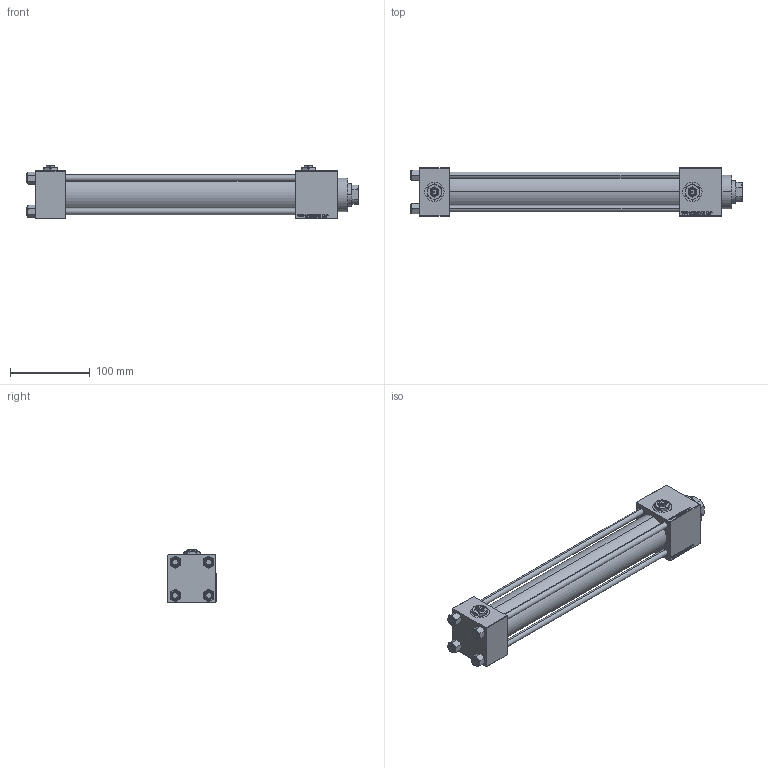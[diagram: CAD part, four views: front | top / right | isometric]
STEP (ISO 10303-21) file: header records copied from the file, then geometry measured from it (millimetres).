
FILE_DESCRIPTION (( 'STEP AP203' ), '1' );
FILE_NAME ('6879.STEP', '2025-09-17T11:25:33', ( '' ), ( '' ), 'SwSTEP 2.0', 'SolidWorks 2019', '' );
FILE_SCHEMA (( 'CONFIG_CONTROL_DESIGN' ));
Length unit declared in the file: millimetre
Products named in the file (7): Zatka_pro_OIL_PORT c74cf74042c0ff0943747ffbf7ed137c; 6879; NUT_M5_C c74cf74042c0ff0943747ffbf7ed137c; V215CR_C_Body c74cf74042c0ff0943747ffbf7ed137c; V215CR_VCP_C c74cf74042c0ff0943747ffbf7ed137c; V215CR_C_TYCINKA c74cf74042c0ff0943747ffbf7ed137c; V215_VC_A c74cf74042c0ff0943747ffbf7ed137c
Assembly tree (13 placements, depth 2):
  6879
    V215CR_C_Body c74cf74042c0ff0943747ffbf7ed137c
    V215CR_VCP_C c74cf74042c0ff0943747ffbf7ed137c
    NUT_M5_C c74cf74042c0ff0943747ffbf7ed137c  x4
    V215CR_C_TYCINKA c74cf74042c0ff0943747ffbf7ed137c  x4
    V215_VC_A c74cf74042c0ff0943747ffbf7ed137c
    Zatka_pro_OIL_PORT c74cf74042c0ff0943747ffbf7ed137c  x2
Bounding box: 415 x 60 x 67 mm (x, y, z)
Volume: 702015.5 mm3; surface area: 219845.2 mm2
Topology: 13 solids, 13 shells, 1250 faces, 3110 edges, 2007 vertices
Faces by surface type: plane 574, bspline 392, cone 178, cylinder 98, torus 8
Entity records: 52279 total; most frequent: CARTESIAN_POINT 27746, ORIENTED_EDGE 5520, DIRECTION 3554, EDGE_CURVE 2760, VERTEX_POINT 1805, LINE 1640, VECTOR 1640, EDGE_LOOP 1223
